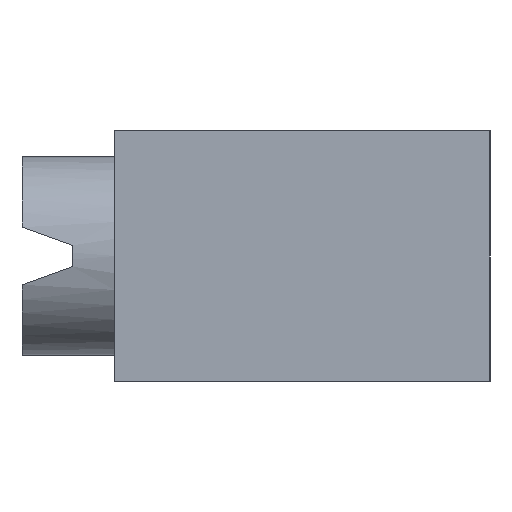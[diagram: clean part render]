
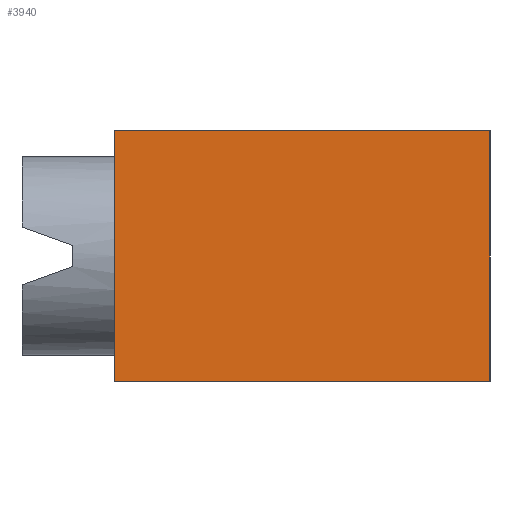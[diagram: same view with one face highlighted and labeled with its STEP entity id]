
A CAD part, left-side view. The second image highlights one B-rep face of the part: STEP entity #3940.
In plain terms, the highlighted planar face has unit normal (-1, 0, 0).
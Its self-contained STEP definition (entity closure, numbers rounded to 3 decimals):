
#2319 = LINE ( 'NONE', #2331, #2803 ) ;
#2331 = CARTESIAN_POINT ( 'NONE',  ( 0., 15., -10. ) ) ;
#2354 = DIRECTION ( 'NONE',  ( 0., -1., 0. ) ) ;
#2392 = LINE ( 'NONE', #2399, #2849 ) ;
#2399 = CARTESIAN_POINT ( 'NONE',  ( 0., 15., 0. ) ) ;
#2415 = DIRECTION ( 'NONE',  ( 0., -1., 0. ) ) ;
#2452 = LINE ( 'NONE', #2463, #2892 ) ;
#2463 = CARTESIAN_POINT ( 'NONE',  ( 0., 15., 0. ) ) ;
#2470 = DIRECTION ( 'NONE',  ( 0., 0., 1. ) ) ;
#2740 = VECTOR ( 'NONE', #6402, 1000. ) ;
#2803 = VECTOR ( 'NONE', #2354, 1000. ) ;
#2849 = VECTOR ( 'NONE', #2415, 1000. ) ;
#2892 = VECTOR ( 'NONE', #2470, 1000. ) ;
#3473 = AXIS2_PLACEMENT_3D ( 'NONE', #5562, #5520, #5566 ) ;
#3668 = CARTESIAN_POINT ( 'NONE',  ( 0., 15., 0. ) ) ;
#3695 = CARTESIAN_POINT ( 'NONE',  ( 0., 15., -10. ) ) ;
#3714 = CARTESIAN_POINT ( 'NONE',  ( 0., 0., -10. ) ) ;
#3720 = CARTESIAN_POINT ( 'NONE',  ( 0., 0., 0. ) ) ;
#3940 = ADVANCED_FACE ( 'NONE', ( #5539 ), #5547, .F. ) ;
#4148 = EDGE_CURVE ( 'NONE', #7303, #7277, #6399, .T. ) ;
#4206 = EDGE_CURVE ( 'NONE', #7268, #7277, #2319, .T. ) ;
#4230 = EDGE_CURVE ( 'NONE', #7286, #7303, #2392, .T. ) ;
#4249 = EDGE_CURVE ( 'NONE', #7268, #7286, #2452, .T. ) ;
#5084 = ORIENTED_EDGE ( 'NONE', *, *, #4206, .T. ) ;
#5093 = ORIENTED_EDGE ( 'NONE', *, *, #4230, .F. ) ;
#5104 = ORIENTED_EDGE ( 'NONE', *, *, #4249, .F. ) ;
#5119 = ORIENTED_EDGE ( 'NONE', *, *, #4148, .F. ) ;
#5520 = DIRECTION ( 'NONE',  ( 1., 0., 0. ) ) ;
#5539 = FACE_OUTER_BOUND ( 'NONE', #7048, .T. ) ;
#5547 = PLANE ( 'NONE',  #3473 ) ;
#5562 = CARTESIAN_POINT ( 'NONE',  ( 0., 15., 0. ) ) ;
#5566 = DIRECTION ( 'NONE',  ( 0., 0., -1. ) ) ;
#6392 = CARTESIAN_POINT ( 'NONE',  ( 0., 0., 0. ) ) ;
#6399 = LINE ( 'NONE', #6392, #2740 ) ;
#6402 = DIRECTION ( 'NONE',  ( 0., 0., -1. ) ) ;
#7048 = EDGE_LOOP ( 'NONE', ( #5104, #5084, #5119, #5093 ) ) ;
#7268 = VERTEX_POINT ( 'NONE', #3695 ) ;
#7277 = VERTEX_POINT ( 'NONE', #3714 ) ;
#7286 = VERTEX_POINT ( 'NONE', #3668 ) ;
#7303 = VERTEX_POINT ( 'NONE', #3720 ) ;
